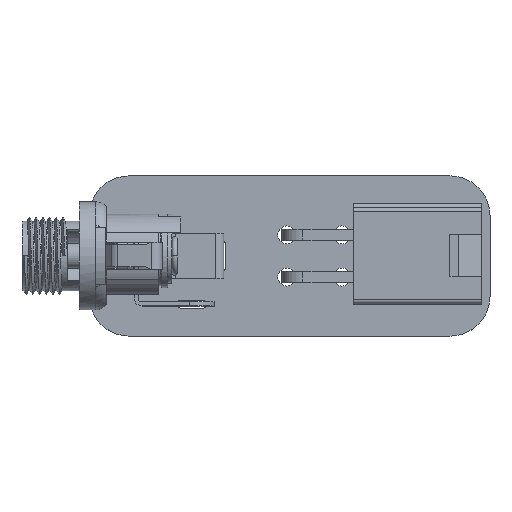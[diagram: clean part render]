
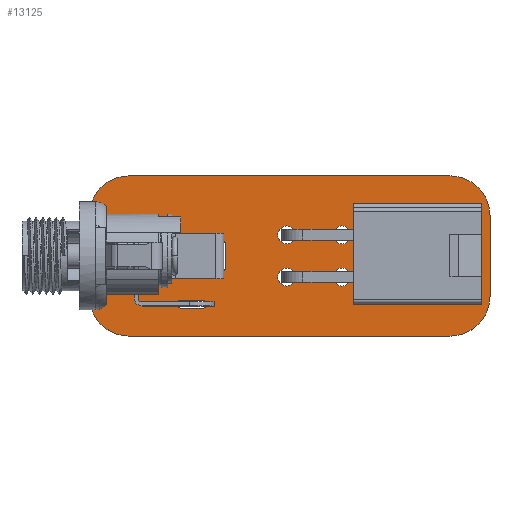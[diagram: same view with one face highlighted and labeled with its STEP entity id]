
A CAD part, top view. The second image highlights one B-rep face of the part: STEP entity #13125.
In plain terms, the highlighted planar face has unit normal (0, 0, 1).
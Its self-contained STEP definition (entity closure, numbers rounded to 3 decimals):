
#12813 = VERTEX_POINT('',#12814);
#12814 = CARTESIAN_POINT('',(161.,-82.,1.6));
#12820 = EDGE_CURVE('',#12813,#12821,#12823,.T.);
#12821 = VERTEX_POINT('',#12822);
#12822 = CARTESIAN_POINT('',(165.,-86.,1.6));
#12823 = CIRCLE('',#12824,4.);
#12824 = AXIS2_PLACEMENT_3D('',#12825,#12826,#12827);
#12825 = CARTESIAN_POINT('',(161.,-86.,1.6));
#12826 = DIRECTION('',(0.,0.,-1.));
#12827 = DIRECTION('',(0.,1.,0.));
#12855 = VERTEX_POINT('',#12856);
#12856 = CARTESIAN_POINT('',(129.,-82.,1.6));
#12862 = EDGE_CURVE('',#12855,#12813,#12863,.T.);
#12863 = LINE('',#12864,#12865);
#12864 = CARTESIAN_POINT('',(129.,-82.,1.6));
#12865 = VECTOR('',#12866,1.);
#12866 = DIRECTION('',(1.,0.,0.));
#12884 = EDGE_CURVE('',#12821,#12885,#12887,.T.);
#12885 = VERTEX_POINT('',#12886);
#12886 = CARTESIAN_POINT('',(165.,-94.,1.6));
#12887 = LINE('',#12888,#12889);
#12888 = CARTESIAN_POINT('',(165.,-86.,1.6));
#12889 = VECTOR('',#12890,1.);
#12890 = DIRECTION('',(0.,-1.,0.));
#13125 = ADVANCED_FACE('',(#13126,#13172,#13208,#13219,#13230,#13266,
    #13302,#13313,#13324),#13335,.T.);
#13126 = FACE_BOUND('',#13127,.T.);
#13127 = EDGE_LOOP('',(#13128,#13129,#13130,#13139,#13147,#13156,#13164,
    #13171));
#13128 = ORIENTED_EDGE('',*,*,#12820,.F.);
#13129 = ORIENTED_EDGE('',*,*,#12862,.F.);
#13130 = ORIENTED_EDGE('',*,*,#13131,.F.);
#13131 = EDGE_CURVE('',#13132,#12855,#13134,.T.);
#13132 = VERTEX_POINT('',#13133);
#13133 = CARTESIAN_POINT('',(125.,-86.,1.6));
#13134 = CIRCLE('',#13135,4.);
#13135 = AXIS2_PLACEMENT_3D('',#13136,#13137,#13138);
#13136 = CARTESIAN_POINT('',(129.,-86.,1.6));
#13137 = DIRECTION('',(0.,0.,-1.));
#13138 = DIRECTION('',(-1.,0.,0.));
#13139 = ORIENTED_EDGE('',*,*,#13140,.F.);
#13140 = EDGE_CURVE('',#13141,#13132,#13143,.T.);
#13141 = VERTEX_POINT('',#13142);
#13142 = CARTESIAN_POINT('',(125.,-94.,1.6));
#13143 = LINE('',#13144,#13145);
#13144 = CARTESIAN_POINT('',(125.,-94.,1.6));
#13145 = VECTOR('',#13146,1.);
#13146 = DIRECTION('',(0.,1.,0.));
#13147 = ORIENTED_EDGE('',*,*,#13148,.F.);
#13148 = EDGE_CURVE('',#13149,#13141,#13151,.T.);
#13149 = VERTEX_POINT('',#13150);
#13150 = CARTESIAN_POINT('',(129.,-98.,1.6));
#13151 = CIRCLE('',#13152,4.);
#13152 = AXIS2_PLACEMENT_3D('',#13153,#13154,#13155);
#13153 = CARTESIAN_POINT('',(129.,-94.,1.6));
#13154 = DIRECTION('',(0.,0.,-1.));
#13155 = DIRECTION('',(0.,-1.,-0.));
#13156 = ORIENTED_EDGE('',*,*,#13157,.F.);
#13157 = EDGE_CURVE('',#13158,#13149,#13160,.T.);
#13158 = VERTEX_POINT('',#13159);
#13159 = CARTESIAN_POINT('',(161.,-98.,1.6));
#13160 = LINE('',#13161,#13162);
#13161 = CARTESIAN_POINT('',(161.,-98.,1.6));
#13162 = VECTOR('',#13163,1.);
#13163 = DIRECTION('',(-1.,0.,0.));
#13164 = ORIENTED_EDGE('',*,*,#13165,.F.);
#13165 = EDGE_CURVE('',#12885,#13158,#13166,.T.);
#13166 = CIRCLE('',#13167,4.);
#13167 = AXIS2_PLACEMENT_3D('',#13168,#13169,#13170);
#13168 = CARTESIAN_POINT('',(161.,-94.,1.6));
#13169 = DIRECTION('',(0.,0.,-1.));
#13170 = DIRECTION('',(1.,0.,0.));
#13171 = ORIENTED_EDGE('',*,*,#12884,.F.);
#13172 = FACE_BOUND('',#13173,.T.);
#13173 = EDGE_LOOP('',(#13174,#13185,#13193,#13202));
#13174 = ORIENTED_EDGE('',*,*,#13175,.T.);
#13175 = EDGE_CURVE('',#13176,#13178,#13180,.T.);
#13176 = VERTEX_POINT('',#13177);
#13177 = CARTESIAN_POINT('',(136.35,-94.4,1.6));
#13178 = VERTEX_POINT('',#13179);
#13179 = CARTESIAN_POINT('',(136.35,-95.2,1.6));
#13180 = CIRCLE('',#13181,0.4);
#13181 = AXIS2_PLACEMENT_3D('',#13182,#13183,#13184);
#13182 = CARTESIAN_POINT('',(136.35,-94.8,1.6));
#13183 = DIRECTION('',(-0.,0.,-1.));
#13184 = DIRECTION('',(0.,-1.,0.));
#13185 = ORIENTED_EDGE('',*,*,#13186,.T.);
#13186 = EDGE_CURVE('',#13178,#13187,#13189,.T.);
#13187 = VERTEX_POINT('',#13188);
#13188 = CARTESIAN_POINT('',(134.15,-95.2,1.6));
#13189 = LINE('',#13190,#13191);
#13190 = CARTESIAN_POINT('',(67.075,-95.2,1.6));
#13191 = VECTOR('',#13192,1.);
#13192 = DIRECTION('',(-1.,0.,0.));
#13193 = ORIENTED_EDGE('',*,*,#13194,.T.);
#13194 = EDGE_CURVE('',#13187,#13195,#13197,.T.);
#13195 = VERTEX_POINT('',#13196);
#13196 = CARTESIAN_POINT('',(134.15,-94.4,1.6));
#13197 = CIRCLE('',#13198,0.4);
#13198 = AXIS2_PLACEMENT_3D('',#13199,#13200,#13201);
#13199 = CARTESIAN_POINT('',(134.15,-94.8,1.6));
#13200 = DIRECTION('',(0.,-0.,-1.));
#13201 = DIRECTION('',(0.,1.,-0.));
#13202 = ORIENTED_EDGE('',*,*,#13203,.T.);
#13203 = EDGE_CURVE('',#13195,#13176,#13204,.T.);
#13204 = LINE('',#13205,#13206);
#13205 = CARTESIAN_POINT('',(68.175,-94.4,1.6));
#13206 = VECTOR('',#13207,1.);
#13207 = DIRECTION('',(1.,0.,-0.));
#13208 = FACE_BOUND('',#13209,.T.);
#13209 = EDGE_LOOP('',(#13210));
#13210 = ORIENTED_EDGE('',*,*,#13211,.T.);
#13211 = EDGE_CURVE('',#13212,#13212,#13214,.T.);
#13212 = VERTEX_POINT('',#13213);
#13213 = CARTESIAN_POINT('',(144.725,-93.,1.6));
#13214 = CIRCLE('',#13215,0.9);
#13215 = AXIS2_PLACEMENT_3D('',#13216,#13217,#13218);
#13216 = CARTESIAN_POINT('',(144.725,-92.1,1.6));
#13217 = DIRECTION('',(-0.,0.,-1.));
#13218 = DIRECTION('',(-0.,-1.,0.));
#13219 = FACE_BOUND('',#13220,.T.);
#13220 = EDGE_LOOP('',(#13221));
#13221 = ORIENTED_EDGE('',*,*,#13222,.T.);
#13222 = EDGE_CURVE('',#13223,#13223,#13225,.T.);
#13223 = VERTEX_POINT('',#13224);
#13224 = CARTESIAN_POINT('',(150.225,-93.,1.6));
#13225 = CIRCLE('',#13226,0.9);
#13226 = AXIS2_PLACEMENT_3D('',#13227,#13228,#13229);
#13227 = CARTESIAN_POINT('',(150.225,-92.1,1.6));
#13228 = DIRECTION('',(-0.,0.,-1.));
#13229 = DIRECTION('',(-0.,-1.,0.));
#13230 = FACE_BOUND('',#13231,.T.);
#13231 = EDGE_LOOP('',(#13232,#13243,#13251,#13260));
#13232 = ORIENTED_EDGE('',*,*,#13233,.T.);
#13233 = EDGE_CURVE('',#13234,#13236,#13238,.T.);
#13234 = VERTEX_POINT('',#13235);
#13235 = CARTESIAN_POINT('',(132.45,-91.1,1.6));
#13236 = VERTEX_POINT('',#13237);
#13237 = CARTESIAN_POINT('',(131.65,-91.1,1.6));
#13238 = CIRCLE('',#13239,0.4);
#13239 = AXIS2_PLACEMENT_3D('',#13240,#13241,#13242);
#13240 = CARTESIAN_POINT('',(132.05,-91.1,1.6));
#13241 = DIRECTION('',(-0.,0.,-1.));
#13242 = DIRECTION('',(-1.,0.,0.));
#13243 = ORIENTED_EDGE('',*,*,#13244,.T.);
#13244 = EDGE_CURVE('',#13236,#13245,#13247,.T.);
#13245 = VERTEX_POINT('',#13246);
#13246 = CARTESIAN_POINT('',(131.65,-88.9,1.6));
#13247 = LINE('',#13248,#13249);
#13248 = CARTESIAN_POINT('',(131.65,-44.45,1.6));
#13249 = VECTOR('',#13250,1.);
#13250 = DIRECTION('',(-0.,1.,0.));
#13251 = ORIENTED_EDGE('',*,*,#13252,.T.);
#13252 = EDGE_CURVE('',#13245,#13253,#13255,.T.);
#13253 = VERTEX_POINT('',#13254);
#13254 = CARTESIAN_POINT('',(132.45,-88.9,1.6));
#13255 = CIRCLE('',#13256,0.4);
#13256 = AXIS2_PLACEMENT_3D('',#13257,#13258,#13259);
#13257 = CARTESIAN_POINT('',(132.05,-88.9,1.6));
#13258 = DIRECTION('',(0.,-0.,-1.));
#13259 = DIRECTION('',(1.,0.,0.));
#13260 = ORIENTED_EDGE('',*,*,#13261,.T.);
#13261 = EDGE_CURVE('',#13253,#13234,#13262,.T.);
#13262 = LINE('',#13263,#13264);
#13263 = CARTESIAN_POINT('',(132.45,-45.55,1.6));
#13264 = VECTOR('',#13265,1.);
#13265 = DIRECTION('',(0.,-1.,0.));
#13266 = FACE_BOUND('',#13267,.T.);
#13267 = EDGE_LOOP('',(#13268,#13279,#13287,#13296));
#13268 = ORIENTED_EDGE('',*,*,#13269,.T.);
#13269 = EDGE_CURVE('',#13270,#13272,#13274,.T.);
#13270 = VERTEX_POINT('',#13271);
#13271 = CARTESIAN_POINT('',(138.65,-91.1,1.6));
#13272 = VERTEX_POINT('',#13273);
#13273 = CARTESIAN_POINT('',(137.85,-91.1,1.6));
#13274 = CIRCLE('',#13275,0.4);
#13275 = AXIS2_PLACEMENT_3D('',#13276,#13277,#13278);
#13276 = CARTESIAN_POINT('',(138.25,-91.1,1.6));
#13277 = DIRECTION('',(-0.,0.,-1.));
#13278 = DIRECTION('',(-1.,0.,0.));
#13279 = ORIENTED_EDGE('',*,*,#13280,.T.);
#13280 = EDGE_CURVE('',#13272,#13281,#13283,.T.);
#13281 = VERTEX_POINT('',#13282);
#13282 = CARTESIAN_POINT('',(137.85,-88.9,1.6));
#13283 = LINE('',#13284,#13285);
#13284 = CARTESIAN_POINT('',(137.85,-44.45,1.6));
#13285 = VECTOR('',#13286,1.);
#13286 = DIRECTION('',(-0.,1.,0.));
#13287 = ORIENTED_EDGE('',*,*,#13288,.T.);
#13288 = EDGE_CURVE('',#13281,#13289,#13291,.T.);
#13289 = VERTEX_POINT('',#13290);
#13290 = CARTESIAN_POINT('',(138.65,-88.9,1.6));
#13291 = CIRCLE('',#13292,0.4);
#13292 = AXIS2_PLACEMENT_3D('',#13293,#13294,#13295);
#13293 = CARTESIAN_POINT('',(138.25,-88.9,1.6));
#13294 = DIRECTION('',(0.,-0.,-1.));
#13295 = DIRECTION('',(1.,0.,0.));
#13296 = ORIENTED_EDGE('',*,*,#13297,.T.);
#13297 = EDGE_CURVE('',#13289,#13270,#13298,.T.);
#13298 = LINE('',#13299,#13300);
#13299 = CARTESIAN_POINT('',(138.65,-45.55,1.6));
#13300 = VECTOR('',#13301,1.);
#13301 = DIRECTION('',(0.,-1.,0.));
#13302 = FACE_BOUND('',#13303,.T.);
#13303 = EDGE_LOOP('',(#13304));
#13304 = ORIENTED_EDGE('',*,*,#13305,.T.);
#13305 = EDGE_CURVE('',#13306,#13306,#13308,.T.);
#13306 = VERTEX_POINT('',#13307);
#13307 = CARTESIAN_POINT('',(144.725,-88.8,1.6));
#13308 = CIRCLE('',#13309,0.9);
#13309 = AXIS2_PLACEMENT_3D('',#13310,#13311,#13312);
#13310 = CARTESIAN_POINT('',(144.725,-87.9,1.6));
#13311 = DIRECTION('',(-0.,0.,-1.));
#13312 = DIRECTION('',(-0.,-1.,0.));
#13313 = FACE_BOUND('',#13314,.T.);
#13314 = EDGE_LOOP('',(#13315));
#13315 = ORIENTED_EDGE('',*,*,#13316,.T.);
#13316 = EDGE_CURVE('',#13317,#13317,#13319,.T.);
#13317 = VERTEX_POINT('',#13318);
#13318 = CARTESIAN_POINT('',(157.525,-91.5,1.6));
#13319 = CIRCLE('',#13320,1.5);
#13320 = AXIS2_PLACEMENT_3D('',#13321,#13322,#13323);
#13321 = CARTESIAN_POINT('',(157.525,-90.,1.6));
#13322 = DIRECTION('',(-0.,0.,-1.));
#13323 = DIRECTION('',(-0.,-1.,0.));
#13324 = FACE_BOUND('',#13325,.T.);
#13325 = EDGE_LOOP('',(#13326));
#13326 = ORIENTED_EDGE('',*,*,#13327,.T.);
#13327 = EDGE_CURVE('',#13328,#13328,#13330,.T.);
#13328 = VERTEX_POINT('',#13329);
#13329 = CARTESIAN_POINT('',(150.225,-88.8,1.6));
#13330 = CIRCLE('',#13331,0.9);
#13331 = AXIS2_PLACEMENT_3D('',#13332,#13333,#13334);
#13332 = CARTESIAN_POINT('',(150.225,-87.9,1.6));
#13333 = DIRECTION('',(-0.,0.,-1.));
#13334 = DIRECTION('',(-0.,-1.,0.));
#13335 = PLANE('',#13336);
#13336 = AXIS2_PLACEMENT_3D('',#13337,#13338,#13339);
#13337 = CARTESIAN_POINT('',(0.,0.,1.6));
#13338 = DIRECTION('',(0.,0.,1.));
#13339 = DIRECTION('',(1.,0.,-0.));
